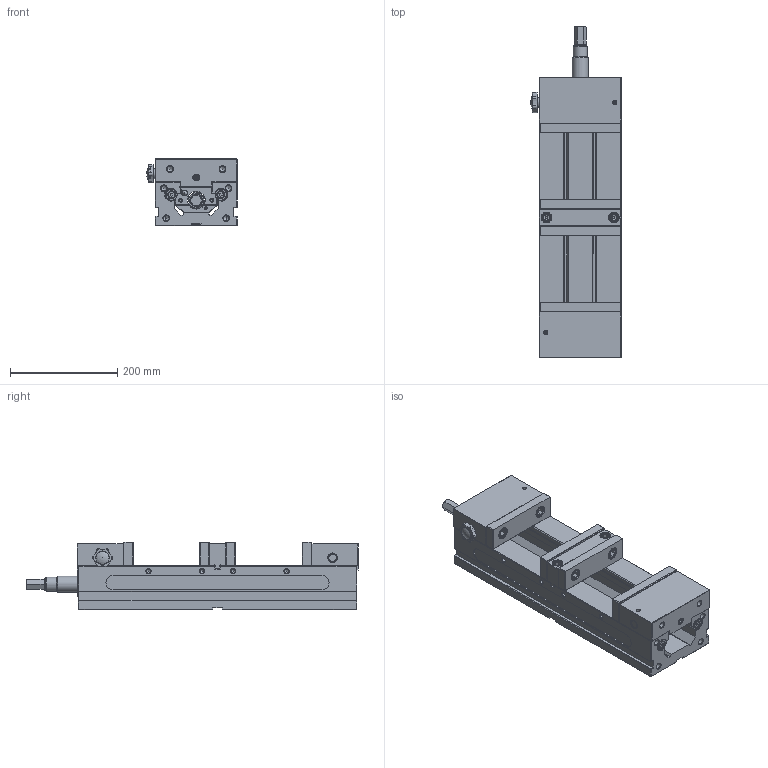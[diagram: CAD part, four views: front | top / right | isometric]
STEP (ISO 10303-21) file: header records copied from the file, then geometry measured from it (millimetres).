
FILE_DESCRIPTION(/* description */ (''),/* implementation_level */ '2;1');
FILE_NAME(/* name */ '3TLD-160.stp',/* time_stamp */ '2015-09-16T09:03:01+08:00',/* author */ ('user'),/* organization */ (''),/* preprocessor_version */ 'ST-DEVELOPER v15.2',/* originating_system */ 'Autodesk Inventor 2014',/* authorisation */ '');
FILE_SCHEMA (('AUTOMOTIVE_DESIGN { 1 0 10303 214 3 1 1 }'));
Length unit declared in the file: millimetre
Products named in the file (30): TLD6302; TLD6401; 2分之1-19L; 16分之7L50.8; TLD-160固定顎組; TLD6301; TLD6303-作動桿; 無頭-M8x1.25Px8L; TLD6203; TLD6205; TLD6208; TLD6207; D4x26L; OB1673; OB1605; TLD6206; 5OJ1543; 16分之5; 固定塊組; 2分之1xL19; 作動桿螺絲M8; ; TLD6201; TLD-160前齒條加活動顎組; 皿型螺絲4分之1x0.5L; TLD6811; TLD6501ipt; TLD-160B-1; TLD6101; TLD-160
Bounding box: 169.75 x 620.5 x 127.05 mm (x, y, z)
Volume: 5308953.4 mm3; surface area: 770661.4 mm2
Topology: 48 solids, 48 shells, 1384 faces, 3197 edges, 1935 vertices
Faces by surface type: plane 852, cylinder 235, cone 230, torus 40, sphere 17, bspline 10
Full cylindrical faces by diameter (mm): 4 x3, 4.2 x1, 4.978 x8, 5 x4, 6 x5, 6.05 x1, 6.401 x2, 6.647 x4, 7.3 x4, 7.798 x8, 7.938 x2, 8 x3, 9.144 x2, 10.106 x1, 10.592 x20, 11.113 x2, 12 x13, 14 x16, 15 x2, 15.9 x4, 16 x5, 16.3 x1, 17 x2, 18 x10, 18.5 x1, 20 x2, 21 x12, 21.939 x1, 22 x2, 22.05 x2
Entity records: 28103 total; most frequent: CARTESIAN_POINT 6441, DIRECTION 4466, ORIENTED_EDGE 3974, EDGE_CURVE 1987, AXIS2_PLACEMENT_3D 1611, VERTEX_POINT 1318, EDGE_LOOP 1251, LINE 1244
